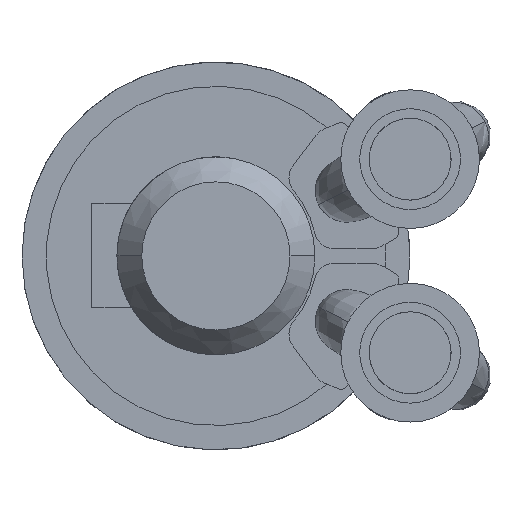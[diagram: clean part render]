
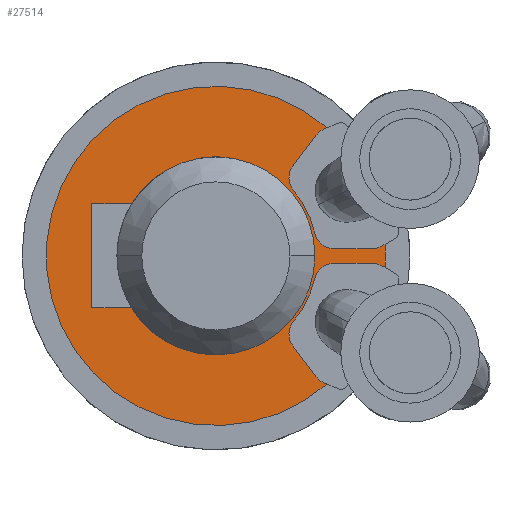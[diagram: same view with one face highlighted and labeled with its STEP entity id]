
A CAD part, left-side view. The second image highlights one B-rep face of the part: STEP entity #27514.
In plain terms, the highlighted planar face has unit normal (-1, 0, 0).
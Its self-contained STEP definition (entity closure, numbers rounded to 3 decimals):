
#1072=CARTESIAN_POINT('',(-356.,0.,0.));
#1073=DIRECTION('',(1.,0.,0.));
#1074=DIRECTION('',(0.,1.,0.));
#1075=AXIS2_PLACEMENT_3D('',#1072,#1073,#1074);
#10909=CARTESIAN_POINT('',(-356.,0.,0.));
#10910=DIRECTION('',(-1.,0.,0.));
#10911=DIRECTION('',(0.,1.,0.));
#10912=AXIS2_PLACEMENT_3D('',#10909,#10910,#10911);
#11112=DIRECTION('',(0.,0.921,-0.39));
#11113=VECTOR('',#11112,5.888);
#11114=CARTESIAN_POINT('',(-356.,-176.273,203.197));
#11115=LINE('',#11114,#11113);
#11116=CARTESIAN_POINT('',(-356.,-182.554,173.277));
#11117=DIRECTION('',(-1.,0.,0.));
#11118=DIRECTION('',(0.,0.39,0.921));
#11119=AXIS2_PLACEMENT_3D('',#11116,#11117,#11118);
#11121=DIRECTION('',(0.,0.602,-0.798));
#11122=VECTOR('',#11121,60.167);
#11123=CARTESIAN_POINT('',(-356.,-158.607,191.348));
#11124=LINE('',#11123,#11122);
#11125=CARTESIAN_POINT('',(-356.,-147.915,124.04));
#11126=DIRECTION('',(-1.,0.,0.));
#11127=DIRECTION('',(0.,0.798,0.602));
#11128=AXIS2_PLACEMENT_3D('',#11125,#11126,#11127);
#11130=CARTESIAN_POINT('',(-356.,0.06,0.12));
#11131=DIRECTION('',(-1.,0.,0.));
#11132=DIRECTION('',(0.,-0.974,0.225));
#11133=AXIS2_PLACEMENT_3D('',#11130,#11131,#11132);
#11135=CARTESIAN_POINT('',(-356.,-188.01,43.51));
#11136=DIRECTION('',(-1.,0.,0.));
#11137=DIRECTION('',(0.,0.974,-0.225));
#11138=AXIS2_PLACEMENT_3D('',#11135,#11136,#11137);
#11140=DIRECTION('',(0.,-1.,0.));
#11141=VECTOR('',#11140,60.209);
#11142=CARTESIAN_POINT('',(-356.,-188.01,11.5));
#11143=LINE('',#11142,#11141);
#11144=CARTESIAN_POINT('',(-356.,-248.218,41.5));
#11145=DIRECTION('',(-1.,0.,0.));
#11146=DIRECTION('',(0.,0.,-1.));
#11147=AXIS2_PLACEMENT_3D('',#11144,#11145,#11146);
#11149=DIRECTION('',(0.,0.866,-0.499));
#11150=VECTOR('',#11149,5.96);
#11151=CARTESIAN_POINT('',(-356.,-268.364,18.485));
#11152=LINE('',#11151,#11150);
#11153=DIRECTION('',(0.,0.866,0.499));
#11154=VECTOR('',#11153,5.96);
#11155=CARTESIAN_POINT('',(-356.,-268.364,-18.485));
#11156=LINE('',#11155,#11154);
#11157=CARTESIAN_POINT('',(-356.,-248.218,-41.5));
#11158=DIRECTION('',(-1.,0.,0.));
#11159=DIRECTION('',(0.,-0.499,0.866));
#11160=AXIS2_PLACEMENT_3D('',#11157,#11158,#11159);
#11162=DIRECTION('',(0.,1.,0.));
#11163=VECTOR('',#11162,60.209);
#11164=CARTESIAN_POINT('',(-356.,-248.218,-11.5));
#11165=LINE('',#11164,#11163);
#11166=CARTESIAN_POINT('',(-356.,-188.01,-43.51));
#11167=DIRECTION('',(-1.,0.,0.));
#11168=DIRECTION('',(0.,0.,1.));
#11169=AXIS2_PLACEMENT_3D('',#11166,#11167,#11168);
#11171=CARTESIAN_POINT('',(-356.,0.06,-0.12));
#11172=DIRECTION('',(-1.,0.,0.));
#11173=DIRECTION('',(0.,-0.767,-0.642));
#11174=AXIS2_PLACEMENT_3D('',#11171,#11172,#11173);
#11176=CARTESIAN_POINT('',(-356.,-147.915,-124.04));
#11177=DIRECTION('',(-1.,0.,0.));
#11178=DIRECTION('',(0.,0.767,0.642));
#11179=AXIS2_PLACEMENT_3D('',#11176,#11177,#11178);
#11181=DIRECTION('',(0.,-0.602,-0.798));
#11182=VECTOR('',#11181,60.167);
#11183=CARTESIAN_POINT('',(-356.,-122.364,-143.322));
#11184=LINE('',#11183,#11182);
#11185=CARTESIAN_POINT('',(-356.,-182.554,-173.277));
#11186=DIRECTION('',(-1.,0.,0.));
#11187=DIRECTION('',(0.,0.798,-0.602));
#11188=AXIS2_PLACEMENT_3D('',#11185,#11186,#11187);
#11190=DIRECTION('',(0.,-0.921,-0.39));
#11191=VECTOR('',#11190,5.888);
#11192=CARTESIAN_POINT('',(-356.,-170.851,-200.9));
#11193=LINE('',#11192,#11191);
#11256=CARTESIAN_POINT('',(-356.,0.,0.));
#11257=DIRECTION('',(-1.,0.,0.));
#11258=DIRECTION('',(0.,-0.655,0.755));
#11259=AXIS2_PLACEMENT_3D('',#11256,#11257,#11258);
#11278=CARTESIAN_POINT('',(-356.,0.,0.));
#11279=DIRECTION('',(-1.,0.,0.));
#11280=DIRECTION('',(0.,-0.998,-0.069));
#11281=AXIS2_PLACEMENT_3D('',#11278,#11279,#11280);
#12422=CARTESIAN_POINT('',(-356.,-157.,0.));
#12424=VERTEX_POINT('',#12422);
#12428=CARTESIAN_POINT('',(-356.,157.,0.));
#12429=VERTEX_POINT('',#12428);
#12598=CARTESIAN_POINT('',(-356.,-176.273,203.197));
#12599=CARTESIAN_POINT('',(-356.,-176.273,-203.197));
#12600=VERTEX_POINT('',#12598);
#12601=VERTEX_POINT('',#12599);
#12686=CARTESIAN_POINT('',(-356.,-268.364,-18.485));
#12687=VERTEX_POINT('',#12686);
#12688=CARTESIAN_POINT('',(-356.,-170.851,200.9));
#12689=VERTEX_POINT('',#12688);
#12690=CARTESIAN_POINT('',(-356.,-158.607,191.348));
#12691=VERTEX_POINT('',#12690);
#12692=CARTESIAN_POINT('',(-356.,-122.364,143.322));
#12693=VERTEX_POINT('',#12692);
#12694=CARTESIAN_POINT('',(-356.,-123.374,103.488));
#12695=VERTEX_POINT('',#12694);
#12696=CARTESIAN_POINT('',(-356.,-156.819,36.314));
#12697=VERTEX_POINT('',#12696);
#12698=CARTESIAN_POINT('',(-356.,-188.01,11.5));
#12699=VERTEX_POINT('',#12698);
#12700=CARTESIAN_POINT('',(-356.,-248.218,11.5));
#12701=VERTEX_POINT('',#12700);
#12702=CARTESIAN_POINT('',(-356.,-263.2,15.509));
#12703=VERTEX_POINT('',#12702);
#12704=CARTESIAN_POINT('',(-356.,-268.364,18.485));
#12705=VERTEX_POINT('',#12704);
#12706=CARTESIAN_POINT('',(-356.,-263.2,-15.509));
#12707=VERTEX_POINT('',#12706);
#12708=CARTESIAN_POINT('',(-356.,-248.218,-11.5));
#12709=VERTEX_POINT('',#12708);
#12710=CARTESIAN_POINT('',(-356.,-188.01,-11.5));
#12711=VERTEX_POINT('',#12710);
#12712=CARTESIAN_POINT('',(-356.,-156.819,-36.314));
#12713=VERTEX_POINT('',#12712);
#12714=CARTESIAN_POINT('',(-356.,-123.374,-103.488));
#12715=VERTEX_POINT('',#12714);
#12716=CARTESIAN_POINT('',(-356.,-122.364,-143.322));
#12717=VERTEX_POINT('',#12716);
#12718=CARTESIAN_POINT('',(-356.,-158.607,-191.348));
#12719=VERTEX_POINT('',#12718);
#12720=CARTESIAN_POINT('',(-356.,-170.851,-200.9));
#12721=VERTEX_POINT('',#12720);
#27463=CARTESIAN_POINT('',(-356.,0.,0.));
#27464=DIRECTION('',(-1.,0.,0.));
#27465=DIRECTION('',(0.,1.,0.));
#27466=AXIS2_PLACEMENT_3D('',#27463,#27464,#27465);
#27467=PLANE('',#27466);
#27469=ORIENTED_EDGE('',*,*,#27468,.F.);
#27471=ORIENTED_EDGE('',*,*,#27470,.T.);
#27473=ORIENTED_EDGE('',*,*,#27472,.T.);
#27475=ORIENTED_EDGE('',*,*,#27474,.T.);
#27477=ORIENTED_EDGE('',*,*,#27476,.T.);
#27479=ORIENTED_EDGE('',*,*,#27478,.F.);
#27481=ORIENTED_EDGE('',*,*,#27480,.T.);
#27483=ORIENTED_EDGE('',*,*,#27482,.T.);
#27485=ORIENTED_EDGE('',*,*,#27484,.T.);
#27487=ORIENTED_EDGE('',*,*,#27486,.F.);
#27489=ORIENTED_EDGE('',*,*,#27488,.F.);
#27491=ORIENTED_EDGE('',*,*,#27490,.T.);
#27493=ORIENTED_EDGE('',*,*,#27492,.T.);
#27495=ORIENTED_EDGE('',*,*,#27494,.T.);
#27497=ORIENTED_EDGE('',*,*,#27496,.T.);
#27499=ORIENTED_EDGE('',*,*,#27498,.F.);
#27501=ORIENTED_EDGE('',*,*,#27500,.T.);
#27503=ORIENTED_EDGE('',*,*,#27502,.T.);
#27505=ORIENTED_EDGE('',*,*,#27504,.T.);
#27507=ORIENTED_EDGE('',*,*,#27506,.T.);
#27508=EDGE_LOOP('',(#27469,#27471,#27473,#27475,#27477,#27479,#27481,#27483,
#27485,#27487,#27489,#27491,#27493,#27495,#27497,#27499,#27501,#27503,#27505,
#27507));
#27509=FACE_OUTER_BOUND('',#27508,.F.);
#27510=ORIENTED_EDGE('',*,*,#27117,.T.);
#27511=ORIENTED_EDGE('',*,*,#14705,.F.);
#27512=EDGE_LOOP('',(#27510,#27511));
#27513=FACE_BOUND('',#27512,.F.);
#27514=ADVANCED_FACE('',(#27509,#27513),#27467,.T.);
#1076=CIRCLE('',#1075,157.);
#10913=CIRCLE('',#10912,157.);
#11120=CIRCLE('',#11119,30.);
#11129=CIRCLE('',#11128,32.01);
#11134=CIRCLE('',#11133,161.);
#11139=CIRCLE('',#11138,32.01);
#11148=CIRCLE('',#11147,30.);
#11161=CIRCLE('',#11160,30.);
#11170=CIRCLE('',#11169,32.01);
#11175=CIRCLE('',#11174,161.);
#11180=CIRCLE('',#11179,32.01);
#11189=CIRCLE('',#11188,30.);
#11260=CIRCLE('',#11259,269.);
#11282=CIRCLE('',#11281,269.);
#14705=EDGE_CURVE('',#12429,#12424,#1076,.T.);
#27117=EDGE_CURVE('',#12429,#12424,#10913,.T.);
#27468=EDGE_CURVE('',#12600,#12601,#11260,.T.);
#27470=EDGE_CURVE('',#12600,#12689,#11115,.T.);
#27472=EDGE_CURVE('',#12689,#12691,#11120,.T.);
#27474=EDGE_CURVE('',#12691,#12693,#11124,.T.);
#27476=EDGE_CURVE('',#12693,#12695,#11129,.T.);
#27478=EDGE_CURVE('',#12697,#12695,#11134,.T.);
#27480=EDGE_CURVE('',#12697,#12699,#11139,.T.);
#27482=EDGE_CURVE('',#12699,#12701,#11143,.T.);
#27484=EDGE_CURVE('',#12701,#12703,#11148,.T.);
#27486=EDGE_CURVE('',#12705,#12703,#11152,.T.);
#27488=EDGE_CURVE('',#12687,#12705,#11282,.T.);
#27490=EDGE_CURVE('',#12687,#12707,#11156,.T.);
#27492=EDGE_CURVE('',#12707,#12709,#11161,.T.);
#27494=EDGE_CURVE('',#12709,#12711,#11165,.T.);
#27496=EDGE_CURVE('',#12711,#12713,#11170,.T.);
#27498=EDGE_CURVE('',#12715,#12713,#11175,.T.);
#27500=EDGE_CURVE('',#12715,#12717,#11180,.T.);
#27502=EDGE_CURVE('',#12717,#12719,#11184,.T.);
#27504=EDGE_CURVE('',#12719,#12721,#11189,.T.);
#27506=EDGE_CURVE('',#12721,#12601,#11193,.T.);
